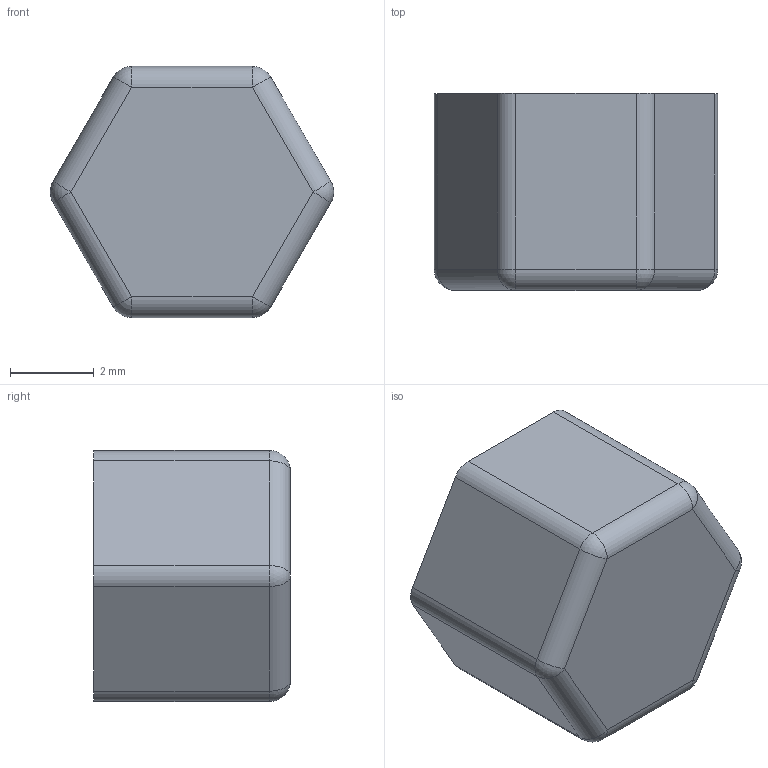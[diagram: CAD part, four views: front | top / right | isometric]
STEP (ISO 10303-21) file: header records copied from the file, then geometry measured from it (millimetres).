
FILE_DESCRIPTION (( 'STEP AP214' ), '1' );
FILE_NAME ('Botton_One.STEP', '2026-02-12T07:17:00', ( '' ), ( '' ), 'SwSTEP 2.0', 'SolidWorks 2020', '' );
FILE_SCHEMA (( 'AUTOMOTIVE_DESIGN' ));
Length unit declared in the file: millimetre
Products named in the file (1): Botton_One
Bounding box: 6.77 x 4.7 x 6 mm (x, y, z)
Volume: 135.1 mm3; surface area: 170.4 mm2
Topology: 1 solids, 1 shells, 29 faces, 66 edges, 34 vertices
Faces by surface type: cylinder 14, plane 9, sphere 6
Entity records: 792 total; most frequent: DIRECTION 148, CARTESIAN_POINT 124, ORIENTED_EDGE 120, EDGE_CURVE 60, AXIS2_PLACEMENT_3D 58, VERTEX_POINT 34, VECTOR 32, LINE 32
